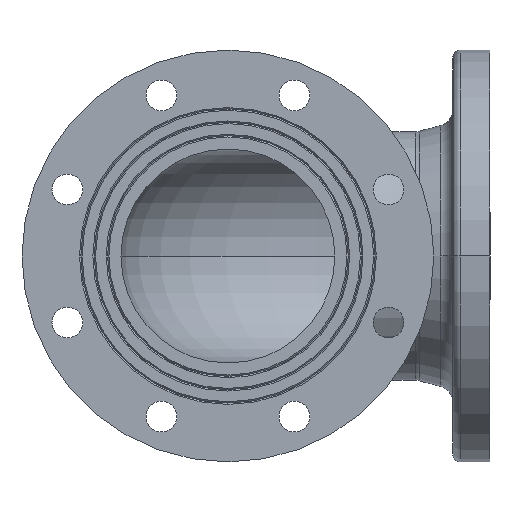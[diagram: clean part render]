
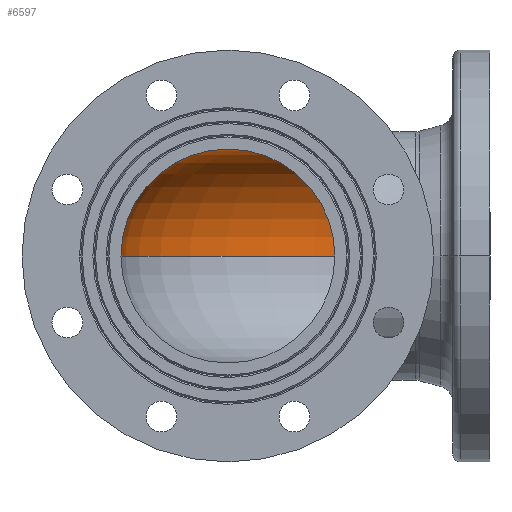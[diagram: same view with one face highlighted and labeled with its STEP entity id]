
A CAD part, front view. The second image highlights one B-rep face of the part: STEP entity #6597.
In plain terms, the highlighted toroidal (fillet/blend) face has major radius 70 mm and minor radius 40 mm.
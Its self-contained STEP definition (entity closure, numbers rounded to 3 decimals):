
#4864 = AXIS2_PLACEMENT_3D ( 'NONE', #13545, #13547, #13548 ) ;
#4865 = AXIS2_PLACEMENT_3D ( 'NONE', #13645, #13646, #13647 ) ;
#4867 = AXIS2_PLACEMENT_3D ( 'NONE', #13541, #13543, #13544 ) ;
#4876 = AXIS2_PLACEMENT_3D ( 'NONE', #13675, #13682, #13683 ) ;
#4878 = AXIS2_PLACEMENT_3D ( 'NONE', #13674, #13685, #13686 ) ;
#4879 = AXIS2_PLACEMENT_3D ( 'NONE', #13695, #13697, #13698 ) ;
#6597 = ADVANCED_FACE ( 'NONE', ( #18915 ), #18919, .F. ) ;
#12673 = CARTESIAN_POINT ( 'NONE',  ( 70., 98., 40. ) ) ;
#12680 = CARTESIAN_POINT ( 'NONE',  ( 70., 58., 0. ) ) ;
#12681 = CARTESIAN_POINT ( 'NONE',  ( -40., 28., 0. ) ) ;
#12682 = CARTESIAN_POINT ( 'NONE',  ( 40., 28., 0. ) ) ;
#12695 = CARTESIAN_POINT ( 'NONE',  ( 0., 28., 40. ) ) ;
#12696 = CARTESIAN_POINT ( 'NONE',  ( 70., 138., 0. ) ) ;
#13541 = CARTESIAN_POINT ( 'NONE',  ( 70., 98., 0. ) ) ;
#13543 = DIRECTION ( 'NONE',  ( 1., 0., 0. ) ) ;
#13544 = DIRECTION ( 'NONE',  ( 0., 0., 1. ) ) ;
#13545 = CARTESIAN_POINT ( 'NONE',  ( 0., 28., 0. ) ) ;
#13547 = DIRECTION ( 'NONE',  ( 0., 1., 0. ) ) ;
#13548 = DIRECTION ( 'NONE',  ( 0., 0., 1. ) ) ;
#13645 = CARTESIAN_POINT ( 'NONE',  ( 70., 98., 0. ) ) ;
#13646 = DIRECTION ( 'NONE',  ( 1., 0., 0. ) ) ;
#13647 = DIRECTION ( 'NONE',  ( 0., 0., 1. ) ) ;
#13674 = CARTESIAN_POINT ( 'NONE',  ( 0., 28., 0. ) ) ;
#13675 = CARTESIAN_POINT ( 'NONE',  ( 70., 28., 0. ) ) ;
#13682 = DIRECTION ( 'NONE',  ( 0., 0., -1. ) ) ;
#13683 = DIRECTION ( 'NONE',  ( -1., 0., 0. ) ) ;
#13685 = DIRECTION ( 'NONE',  ( 0., 1., 0. ) ) ;
#13686 = DIRECTION ( 'NONE',  ( 0., 0., 1. ) ) ;
#13695 = CARTESIAN_POINT ( 'NONE',  ( 70., 28., 0. ) ) ;
#13697 = DIRECTION ( 'NONE',  ( 0., 0., -1. ) ) ;
#13698 = DIRECTION ( 'NONE',  ( -1., 0., 0. ) ) ;
#15767 = CIRCLE ( 'NONE', #4867, 40. ) ;
#15768 = CIRCLE ( 'NONE', #4864, 40. ) ;
#15770 = CIRCLE ( 'NONE', #4865, 40. ) ;
#15779 = CIRCLE ( 'NONE', #4876, 110. ) ;
#15781 = CIRCLE ( 'NONE', #4878, 40. ) ;
#15784 = CIRCLE ( 'NONE', #4879, 30. ) ;
#17360 = EDGE_LOOP ( 'NONE', ( #17725, #17726, #17724, #17741, #17722, #17723 ) ) ;
#17722 = ORIENTED_EDGE ( 'NONE', *, *, #23896, .F. ) ;
#17723 = ORIENTED_EDGE ( 'NONE', *, *, #23873, .F. ) ;
#17724 = ORIENTED_EDGE ( 'NONE', *, *, #23881, .T. ) ;
#17725 = ORIENTED_EDGE ( 'NONE', *, *, #23893, .F. ) ;
#17726 = ORIENTED_EDGE ( 'NONE', *, *, #23892, .T. ) ;
#17741 = ORIENTED_EDGE ( 'NONE', *, *, #23872, .T. ) ;
#18915 = FACE_OUTER_BOUND ( 'NONE', #17360, .T. ) ;
#18919 = TOROIDAL_SURFACE ( 'NONE', #21340, 70., 40. ) ;
#21340 = AXIS2_PLACEMENT_3D ( 'NONE', #22499, #22498, #22501 ) ;
#22458 = VERTEX_POINT ( 'NONE', #12673 ) ;
#22465 = VERTEX_POINT ( 'NONE', #12680 ) ;
#22466 = VERTEX_POINT ( 'NONE', #12681 ) ;
#22467 = VERTEX_POINT ( 'NONE', #12682 ) ;
#22480 = VERTEX_POINT ( 'NONE', #12695 ) ;
#22481 = VERTEX_POINT ( 'NONE', #12696 ) ;
#22498 = DIRECTION ( 'NONE',  ( 0., 0., -1. ) ) ;
#22499 = CARTESIAN_POINT ( 'NONE',  ( 70., 28., 0. ) ) ;
#22501 = DIRECTION ( 'NONE',  ( -1., 0., 0. ) ) ;
#23872 = EDGE_CURVE ( 'NONE', #22458, #22465, #15767, .T. ) ;
#23873 = EDGE_CURVE ( 'NONE', #22480, #22467, #15768, .T. ) ;
#23881 = EDGE_CURVE ( 'NONE', #22481, #22458, #15770, .T. ) ;
#23892 = EDGE_CURVE ( 'NONE', #22466, #22481, #15779, .T. ) ;
#23893 = EDGE_CURVE ( 'NONE', #22466, #22480, #15781, .T. ) ;
#23896 = EDGE_CURVE ( 'NONE', #22467, #22465, #15784, .T. ) ;
